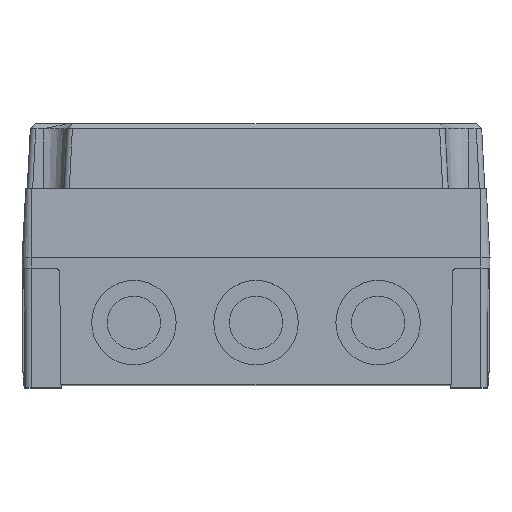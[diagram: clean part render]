
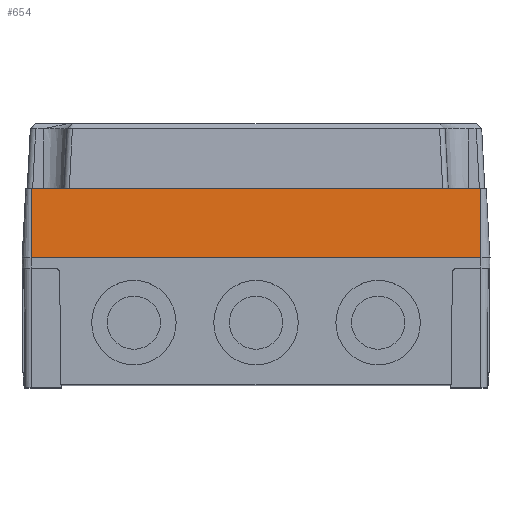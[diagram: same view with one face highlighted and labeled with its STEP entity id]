
A CAD part, top view. The second image highlights one B-rep face of the part: STEP entity #654.
In plain terms, the highlighted planar face has unit normal (0, 0.052, 0.999).
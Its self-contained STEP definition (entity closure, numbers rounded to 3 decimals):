
#631 = CARTESIAN_POINT ( 'NONE',  ( 86.5, 26.6, 88.606 ) ) ;
#654 = ADVANCED_FACE ( 'NONE', ( #4501 ), #18722, .T. ) ;
#1162 = ORIENTED_EDGE ( 'NONE', *, *, #6955, .F. ) ;
#3238 = VECTOR ( 'NONE', #4771, 1000. ) ;
#3521 = CARTESIAN_POINT ( 'NONE',  ( -86.5, 0., 90. ) ) ;
#4501 = FACE_OUTER_BOUND ( 'NONE', #11757, .T. ) ;
#4771 = DIRECTION ( 'NONE',  ( 1., 0., 0. ) ) ;
#5846 = AXIS2_PLACEMENT_3D ( 'NONE', #15976, #13300, #16162 ) ;
#6448 = LINE ( 'NONE', #9310, #11279 ) ;
#6485 = VERTEX_POINT ( 'NONE', #7805 ) ;
#6680 = VERTEX_POINT ( 'NONE', #14223 ) ;
#6955 = EDGE_CURVE ( 'NONE', #10483, #10855, #6448, .T. ) ;
#7248 = LINE ( 'NONE', #17586, #14899 ) ;
#7805 = CARTESIAN_POINT ( 'NONE',  ( -86.5, 0., 90. ) ) ;
#9310 = CARTESIAN_POINT ( 'NONE',  ( 86.5, 0., 90. ) ) ;
#9595 = ORIENTED_EDGE ( 'NONE', *, *, #12944, .T. ) ;
#9707 = LINE ( 'NONE', #15371, #13817 ) ;
#10483 = VERTEX_POINT ( 'NONE', #631 ) ;
#10855 = VERTEX_POINT ( 'NONE', #14854 ) ;
#10858 = DIRECTION ( 'NONE',  ( 0., -0.999, 0.052 ) ) ;
#11279 = VECTOR ( 'NONE', #10858, 1000. ) ;
#11757 = EDGE_LOOP ( 'NONE', ( #9595, #1162, #12118, #12676 ) ) ;
#12118 = ORIENTED_EDGE ( 'NONE', *, *, #14218, .F. ) ;
#12507 = DIRECTION ( 'NONE',  ( 0., -0.999, 0.052 ) ) ;
#12676 = ORIENTED_EDGE ( 'NONE', *, *, #17137, .T. ) ;
#12944 = EDGE_CURVE ( 'NONE', #6485, #10855, #16618, .T. ) ;
#13300 = DIRECTION ( 'NONE',  ( 0., 0.052, 0.999 ) ) ;
#13817 = VECTOR ( 'NONE', #12507, 1000. ) ;
#14218 = EDGE_CURVE ( 'NONE', #6680, #10483, #7248, .T. ) ;
#14223 = CARTESIAN_POINT ( 'NONE',  ( -86.5, 26.6, 88.606 ) ) ;
#14854 = CARTESIAN_POINT ( 'NONE',  ( 86.5, 0., 90. ) ) ;
#14899 = VECTOR ( 'NONE', #18447, 1000. ) ;
#15371 = CARTESIAN_POINT ( 'NONE',  ( -86.5, 0., 90. ) ) ;
#15976 = CARTESIAN_POINT ( 'NONE',  ( -86.5, 0., 90. ) ) ;
#16162 = DIRECTION ( 'NONE',  ( 0., -0.999, 0.052 ) ) ;
#16618 = LINE ( 'NONE', #3521, #3238 ) ;
#17137 = EDGE_CURVE ( 'NONE', #6680, #6485, #9707, .T. ) ;
#17586 = CARTESIAN_POINT ( 'NONE',  ( -86.5, 26.6, 88.606 ) ) ;
#18447 = DIRECTION ( 'NONE',  ( 1., 0., 0. ) ) ;
#18722 = PLANE ( 'NONE',  #5846 ) ;
